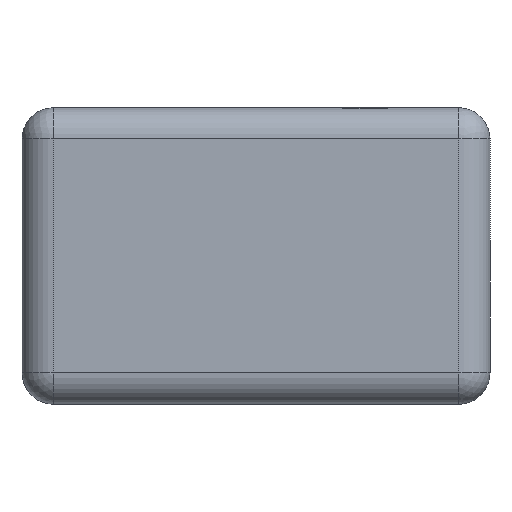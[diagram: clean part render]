
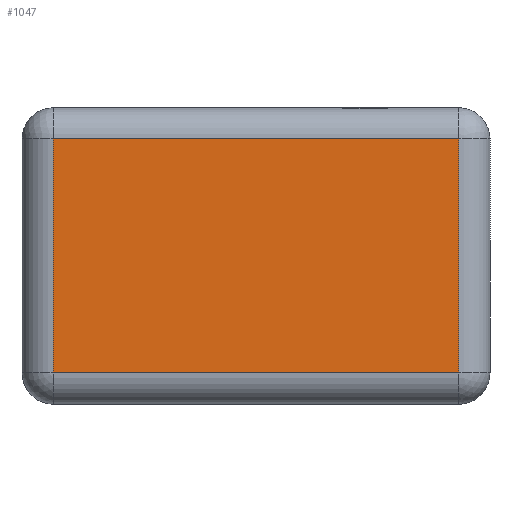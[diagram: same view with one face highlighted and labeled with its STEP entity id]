
A CAD part, left-side view. The second image highlights one B-rep face of the part: STEP entity #1047.
In plain terms, the highlighted planar face has unit normal (-1, 0, 0).
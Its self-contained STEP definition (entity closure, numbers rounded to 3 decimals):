
#54=PLANE('',#1218);
#93=LINE('',#1875,#157);
#95=LINE('',#1905,#159);
#97=LINE('',#1908,#161);
#100=LINE('',#1913,#164);
#157=VECTOR('',#1473,10.);
#159=VECTOR('',#1477,10.);
#161=VECTOR('',#1481,10.);
#164=VECTOR('',#1488,10.);
#278=FACE_OUTER_BOUND('',#350,.T.);
#350=EDGE_LOOP('',(#946,#947,#948,#949));
#482=VERTEX_POINT('',#1743);
#488=VERTEX_POINT('',#1760);
#491=VERTEX_POINT('',#1767);
#503=VERTEX_POINT('',#1865);
#624=EDGE_CURVE('',#488,#503,#93,.T.);
#628=EDGE_CURVE('',#503,#491,#95,.T.);
#630=EDGE_CURVE('',#491,#482,#97,.T.);
#633=EDGE_CURVE('',#482,#488,#100,.T.);
#946=ORIENTED_EDGE('',*,*,#624,.F.);
#947=ORIENTED_EDGE('',*,*,#633,.F.);
#948=ORIENTED_EDGE('',*,*,#630,.F.);
#949=ORIENTED_EDGE('',*,*,#628,.F.);
#1047=ADVANCED_FACE('',(#278),#54,.T.);
#1218=AXIS2_PLACEMENT_3D('',#1974,#1578,#1579);
#1473=DIRECTION('',(0.,0.,1.));
#1477=DIRECTION('',(0.,-1.,0.));
#1481=DIRECTION('',(0.,0.,-1.));
#1488=DIRECTION('',(0.,1.,0.));
#1578=DIRECTION('center_axis',(-1.,0.,0.));
#1579=DIRECTION('ref_axis',(0.,-1.,0.));
#1743=CARTESIAN_POINT('',(0.,-14.,5.5));
#1760=CARTESIAN_POINT('',(0.,-1.,5.5));
#1767=CARTESIAN_POINT('',(0.,-14.,13.));
#1865=CARTESIAN_POINT('',(0.,-1.,13.));
#1875=CARTESIAN_POINT('',(0.,-1.,0.));
#1905=CARTESIAN_POINT('',(0.,-3.75,13.));
#1908=CARTESIAN_POINT('',(0.,-14.,0.));
#1913=CARTESIAN_POINT('',(0.,-3.75,5.5));
#1974=CARTESIAN_POINT('Origin',(0.,0.,0.));
